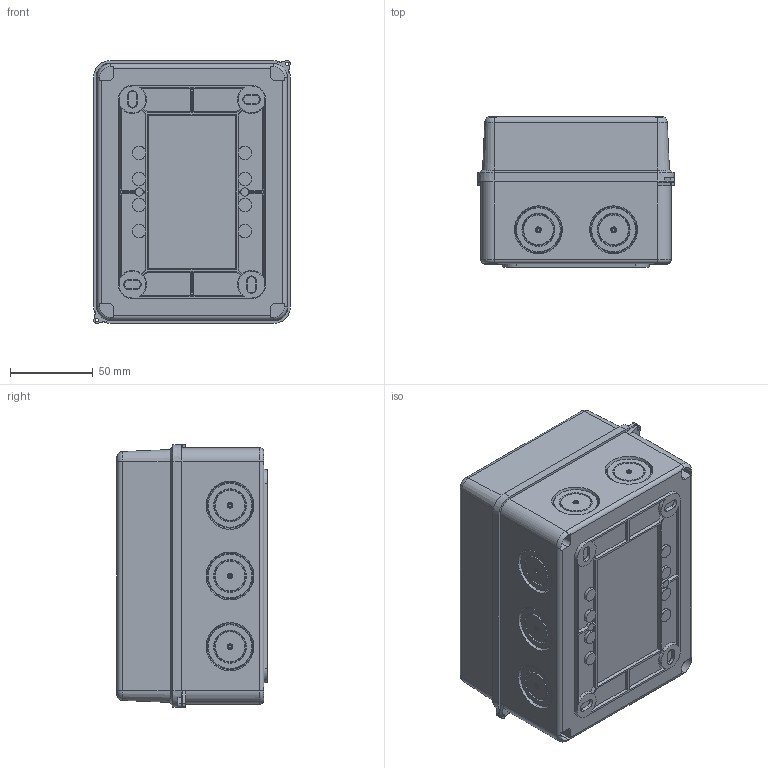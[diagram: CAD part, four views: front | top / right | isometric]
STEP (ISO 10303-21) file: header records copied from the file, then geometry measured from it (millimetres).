
FILE_DESCRIPTION (( 'STEP AP203' ), '1' );
FILE_NAME ('Ùèò ðàñïðåäåëèòåëüíûé ÙÐÍ-ÏÃ-5 (pb65-n-pg-5).STEP', '2022-04-25T09:52:02', ( '' ), ( '' ), 'SwSTEP 2.0', 'SolidWorks 2021', '' );
FILE_SCHEMA (( 'CONFIG_CONTROL_DESIGN' ));
Length unit declared in the file: millimetre
Products named in the file (1): Ùèò ðàñïðåäåëèòåëüíûé ÙÐÍ-ÏÃ-5 (pb65-n-pg-5)
Bounding box: 119 x 91 x 159 mm (x, y, z)
Volume: 268261.1 mm3; surface area: 252884.9 mm2
Topology: 13 solids, 13 shells, 1364 faces, 3420 edges, 2224 vertices
Faces by surface type: plane 748, cylinder 354, cone 168, torus 52, bspline 38, sphere 4
Entity records: 41243 total; most frequent: CARTESIAN_POINT 8023, DIRECTION 6956, ORIENTED_EDGE 6824, EDGE_CURVE 3412, AXIS2_PLACEMENT_3D 2429, VERTEX_POINT 2224, VECTOR 2098, LINE 2098
